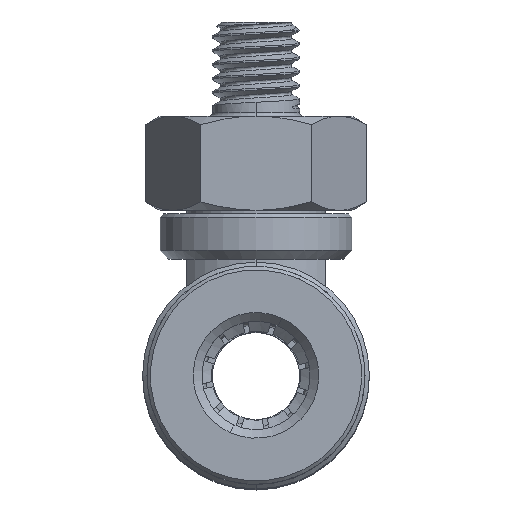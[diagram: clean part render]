
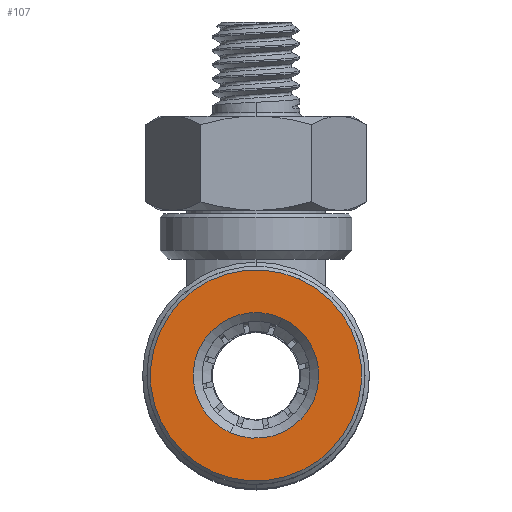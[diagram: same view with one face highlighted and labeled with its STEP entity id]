
A CAD part, top view. The second image highlights one B-rep face of the part: STEP entity #107.
In plain terms, the highlighted planar face has unit normal (0, 0, 1).
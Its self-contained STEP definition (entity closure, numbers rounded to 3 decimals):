
#107 = ADVANCED_FACE ( 'NONE', ( #25245, #26181 ), #31260, .T. ) ;
#760 = DIRECTION ( 'NONE',  ( 0.41, 0.912, 0. ) ) ;
#1219 = EDGE_CURVE ( 'NONE', #21363, #37692, #35120, .T. ) ;
#3748 = CARTESIAN_POINT ( 'NONE',  ( 0., 0., 15.7 ) ) ;
#4604 = ORIENTED_EDGE ( 'NONE', *, *, #1219, .T. ) ;
#5479 = EDGE_LOOP ( 'NONE', ( #4604, #28738 ) ) ;
#7449 = AXIS2_PLACEMENT_3D ( 'NONE', #8140, #28509, #11072 ) ;
#7714 = AXIS2_PLACEMENT_3D ( 'NONE', #28594, #11166, #31481 ) ;
#7866 = CARTESIAN_POINT ( 'NONE',  ( -2.481, -5.518, 15.7 ) ) ;
#8070 = EDGE_LOOP ( 'NONE', ( #22358, #8697 ) ) ;
#8140 = CARTESIAN_POINT ( 'NONE',  ( 0., 0., 15.7 ) ) ;
#8217 = AXIS2_PLACEMENT_3D ( 'NONE', #3748, #21203, #760 ) ;
#8697 = ORIENTED_EDGE ( 'NONE', *, *, #10075, .T. ) ;
#9664 = DIRECTION ( 'NONE',  ( 0., 0., -1. ) ) ;
#10075 = EDGE_CURVE ( 'NONE', #16422, #36441, #18134, .T. ) ;
#11072 = DIRECTION ( 'NONE',  ( -0.41, -0.912, 0. ) ) ;
#11166 = DIRECTION ( 'NONE',  ( 0., 0., -1. ) ) ;
#11183 = CARTESIAN_POINT ( 'NONE',  ( 0., 0., 15.7 ) ) ;
#14134 = DIRECTION ( 'NONE',  ( 0.41, 0.912, 0. ) ) ;
#15506 = AXIS2_PLACEMENT_3D ( 'NONE', #11183, #31493, #14134 ) ;
#16422 = VERTEX_POINT ( 'NONE', #18341 ) ;
#17979 = CIRCLE ( 'NONE', #15506, 6.05 ) ;
#18134 = CIRCLE ( 'NONE', #7714, 3.6 ) ;
#18341 = CARTESIAN_POINT ( 'NONE',  ( 1.476, 3.284, 15.7 ) ) ;
#21203 = DIRECTION ( 'NONE',  ( 0., 0., 1. ) ) ;
#21363 = VERTEX_POINT ( 'NONE', #24308 ) ;
#21833 = EDGE_CURVE ( 'NONE', #36441, #16422, #22751, .T. ) ;
#22358 = ORIENTED_EDGE ( 'NONE', *, *, #21833, .T. ) ;
#22751 = CIRCLE ( 'NONE', #28274, 3.6 ) ;
#23682 = CARTESIAN_POINT ( 'NONE',  ( -1.476, -3.284, 15.7 ) ) ;
#23721 = EDGE_CURVE ( 'NONE', #37692, #21363, #17979, .T. ) ;
#24308 = CARTESIAN_POINT ( 'NONE',  ( 2.481, 5.518, 15.7 ) ) ;
#25245 = FACE_BOUND ( 'NONE', #8070, .T. ) ;
#26181 = FACE_OUTER_BOUND ( 'NONE', #5479, .T. ) ;
#27079 = CARTESIAN_POINT ( 'NONE',  ( 0., 0., 15.7 ) ) ;
#28274 = AXIS2_PLACEMENT_3D ( 'NONE', #27079, #9664, #29970 ) ;
#28509 = DIRECTION ( 'NONE',  ( 0., 0., 1. ) ) ;
#28594 = CARTESIAN_POINT ( 'NONE',  ( 0., 0., 15.7 ) ) ;
#28738 = ORIENTED_EDGE ( 'NONE', *, *, #23721, .T. ) ;
#29970 = DIRECTION ( 'NONE',  ( -0.41, -0.912, 0. ) ) ;
#31260 = PLANE ( 'NONE',  #7449 ) ;
#31481 = DIRECTION ( 'NONE',  ( -0.41, -0.912, 0. ) ) ;
#31493 = DIRECTION ( 'NONE',  ( 0., 0., 1. ) ) ;
#35120 = CIRCLE ( 'NONE', #8217, 6.05 ) ;
#36441 = VERTEX_POINT ( 'NONE', #23682 ) ;
#37692 = VERTEX_POINT ( 'NONE', #7866 ) ;
